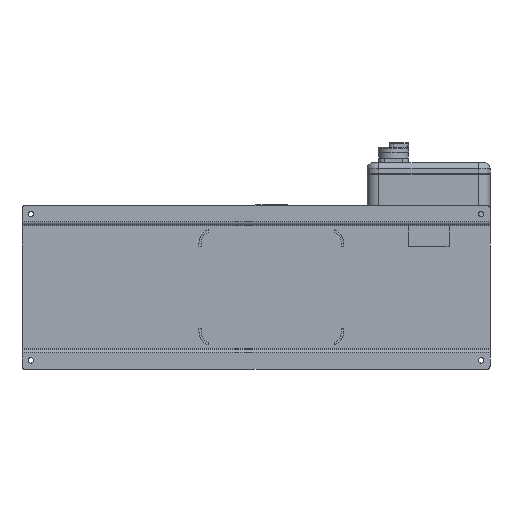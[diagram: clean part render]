
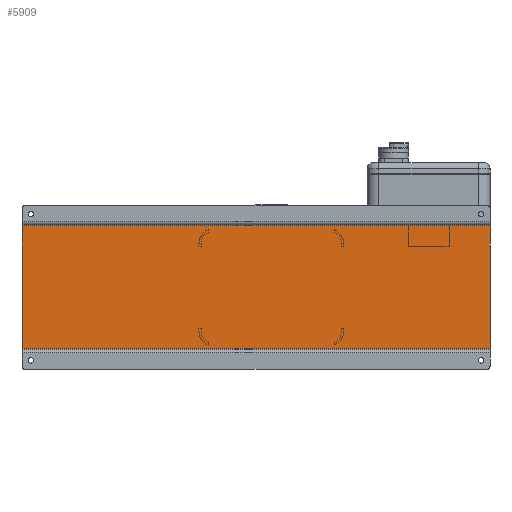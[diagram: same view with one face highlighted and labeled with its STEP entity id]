
A CAD part, front view. The second image highlights one B-rep face of the part: STEP entity #5909.
In plain terms, the highlighted planar face has unit normal (0, -1, 0).
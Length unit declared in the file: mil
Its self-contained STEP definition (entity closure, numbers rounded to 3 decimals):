
#556 = VERTEX_POINT ( 'NONE', #38171 ) ;
#1892 = CARTESIAN_POINT ( 'NONE',  ( 15748.031, 2007.874, 4133.858 ) ) ;
#2890 = DIRECTION ( 'NONE',  ( 0., 1., 0. ) ) ;
#3048 = LINE ( 'NONE', #21852, #57812 ) ;
#5111 = CARTESIAN_POINT ( 'NONE',  ( 15748.031, 2007.874, -4133.858 ) ) ;
#5909 = ADVANCED_FACE ( 'NONE', ( #69511 ), #39298, .F. ) ;
#6898 = VECTOR ( 'NONE', #63382, 39370.079 ) ;
#9745 = LINE ( 'NONE', #39868, #17681 ) ;
#15581 = LINE ( 'NONE', #76341, #6898 ) ;
#17681 = VECTOR ( 'NONE', #45740, 39370.079 ) ;
#21189 = AXIS2_PLACEMENT_3D ( 'NONE', #56543, #2890, #28357 ) ;
#21852 = CARTESIAN_POINT ( 'NONE',  ( -15748.031, 2007.874, -4133.858 ) ) ;
#21934 = EDGE_CURVE ( 'NONE', #24471, #556, #32243, .T. ) ;
#22814 = EDGE_CURVE ( 'NONE', #76582, #39193, #15581, .T. ) ;
#24471 = VERTEX_POINT ( 'NONE', #1892 ) ;
#28357 = DIRECTION ( 'NONE',  ( 1., 0., 0. ) ) ;
#31850 = CARTESIAN_POINT ( 'NONE',  ( 15748.031, 2007.874, 4133.858 ) ) ;
#32243 = LINE ( 'NONE', #31850, #62263 ) ;
#35071 = EDGE_CURVE ( 'NONE', #556, #39193, #3048, .T. ) ;
#38171 = CARTESIAN_POINT ( 'NONE',  ( -15748.031, 2007.874, 4133.858 ) ) ;
#39193 = VERTEX_POINT ( 'NONE', #41471 ) ;
#39298 = PLANE ( 'NONE',  #21189 ) ;
#39868 = CARTESIAN_POINT ( 'NONE',  ( 15748.031, 2007.874, 4133.858 ) ) ;
#41471 = CARTESIAN_POINT ( 'NONE',  ( -15748.031, 2007.874, -4133.858 ) ) ;
#42734 = EDGE_LOOP ( 'NONE', ( #62517, #46147, #73478, #61495 ) ) ;
#45715 = DIRECTION ( 'NONE',  ( 0., 0., -1. ) ) ;
#45740 = DIRECTION ( 'NONE',  ( 0., 0., -1. ) ) ;
#46147 = ORIENTED_EDGE ( 'NONE', *, *, #22814, .F. ) ;
#50010 = EDGE_CURVE ( 'NONE', #24471, #76582, #9745, .T. ) ;
#51409 = DIRECTION ( 'NONE',  ( -1., 0., 0. ) ) ;
#56543 = CARTESIAN_POINT ( 'NONE',  ( 15748.031, 2007.874, -4133.858 ) ) ;
#57812 = VECTOR ( 'NONE', #45715, 39370.079 ) ;
#61495 = ORIENTED_EDGE ( 'NONE', *, *, #21934, .T. ) ;
#62263 = VECTOR ( 'NONE', #51409, 39370.079 ) ;
#62517 = ORIENTED_EDGE ( 'NONE', *, *, #35071, .T. ) ;
#63382 = DIRECTION ( 'NONE',  ( -1., 0., 0. ) ) ;
#69511 = FACE_OUTER_BOUND ( 'NONE', #42734, .T. ) ;
#73478 = ORIENTED_EDGE ( 'NONE', *, *, #50010, .F. ) ;
#76341 = CARTESIAN_POINT ( 'NONE',  ( 15748.031, 2007.874, -4133.858 ) ) ;
#76582 = VERTEX_POINT ( 'NONE', #5111 ) ;
